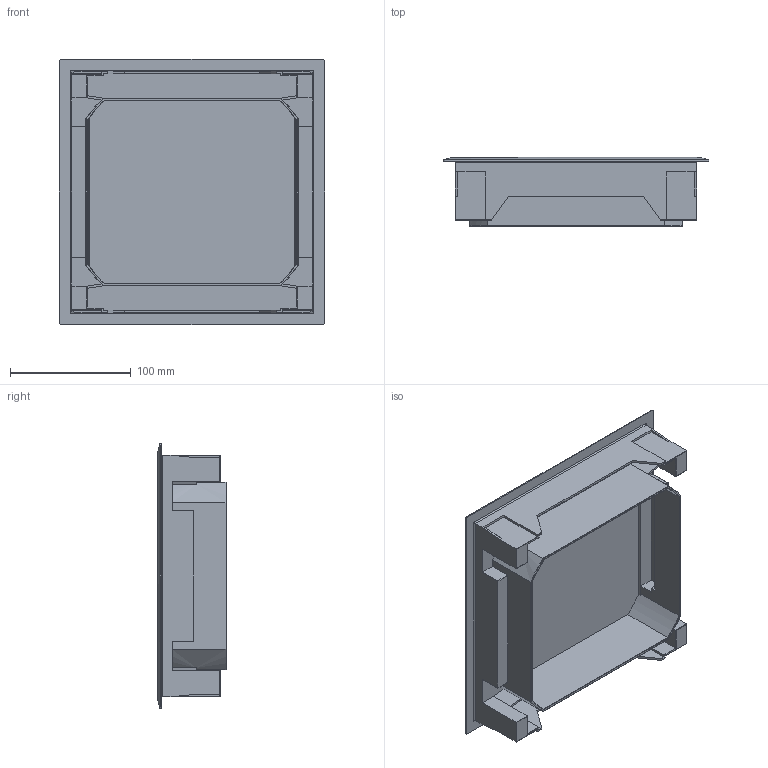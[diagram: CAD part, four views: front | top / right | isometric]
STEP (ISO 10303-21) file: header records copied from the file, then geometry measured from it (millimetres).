
FILE_DESCRIPTION (( 'STEP AP203' ), '1' );
FILE_NAME ('VDQ0605.STEP', '2022-08-05T09:43:07', ( '' ), ( '' ), 'SwSTEP 2.0', 'SolidWorks 2019', '' );
FILE_SCHEMA (( 'CONFIG_CONTROL_DESIGN' ));
Length unit declared in the file: millimetre
Products named in the file (3): Verschlussdeckelblech VBQ06_Standard; Rahmen VQ06 R5; VDQ0605
Assembly tree (2 placements, depth 2):
  VDQ0605
    Rahmen VQ06 R5
    Verschlussdeckelblech VBQ06_Standard
Bounding box: 220 x 57 x 220 mm (x, y, z)
Volume: 391593.4 mm3; surface area: 234063.2 mm2
Topology: 2 solids, 2 shells, 219 faces, 566 edges, 348 vertices
Faces by surface type: plane 125, cylinder 82, torus 8, sphere 4
Entity records: 6865 total; most frequent: CARTESIAN_POINT 1458, ORIENTED_EDGE 1124, DIRECTION 990, EDGE_CURVE 562, LINE 414, VECTOR 414, VERTEX_POINT 348, AXIS2_PLACEMENT_3D 288
